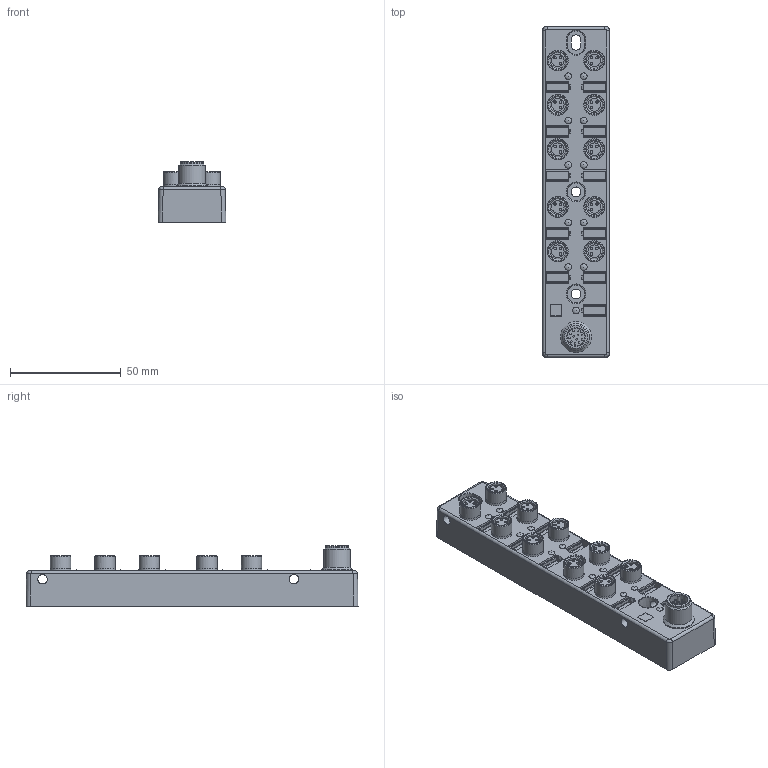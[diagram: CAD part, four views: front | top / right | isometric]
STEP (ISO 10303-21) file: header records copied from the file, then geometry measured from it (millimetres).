
FILE_DESCRIPTION(/* description */ (''),/* implementation_level */ '2;1');
FILE_NAME(/* name */ '5023241_10IOM8-3P2T_stp_stp.stp',/* time_stamp */ '2016-10-11T15:19:02+02:00',/* author */ (''),/* organization */ (''),/* preprocessor_version */ 'ST-DEVELOPER v16',/* originating_system */ 'SIEMENS PLM Software NX 10.0',/* authorisation */ '');
FILE_SCHEMA (('AUTOMOTIVE_DESIGN { 1 0 10303 214 3 1 1 1 }'));
Length unit declared in the file: millimetre
Products named in the file (1): 5023241_10IOM8-3P2T_stp_stp
Bounding box: 30.56 x 149.66 x 27.3 mm (x, y, z)
Volume: 72725.8 mm3; surface area: 21741.5 mm2
Topology: 1 solids, 1 shells, 851 faces, 2059 edges, 1227 vertices
Faces by surface type: cylinder 377, plane 212, bspline 114, sphere 67, cone 41, torus 40
Full cylindrical faces by diameter (mm): 0.6 x12, 1.1 x30, 4.3 x4, 5.65 x10, 7.225 x10, 8.5 x1, 9.2 x10, 10.65 x1, 12 x1, 14 x1
Entity records: 23274 total; most frequent: CARTESIAN_POINT 5441, DIRECTION 3886, ORIENTED_EDGE 3380, EDGE_CURVE 1690, AXIS2_PLACEMENT_3D 1580, EDGE_LOOP 1105, VERTEX_POINT 1081, ADVANCED_FACE 851
